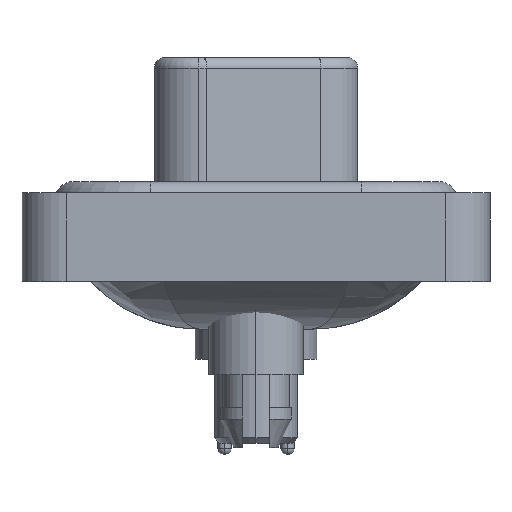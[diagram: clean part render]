
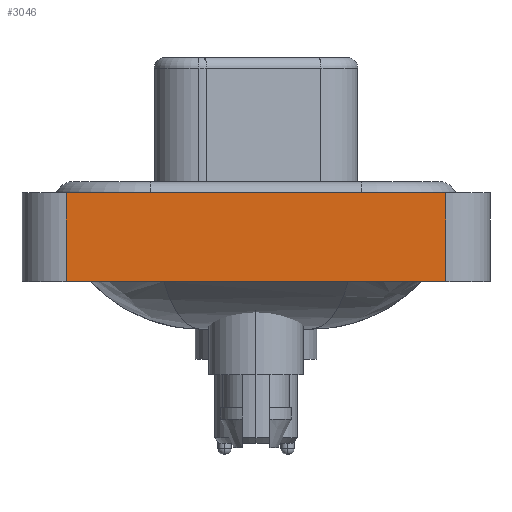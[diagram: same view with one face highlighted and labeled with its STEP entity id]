
A CAD part, left-side view. The second image highlights one B-rep face of the part: STEP entity #3046.
In plain terms, the highlighted planar face has unit normal (-1, 0, 0).
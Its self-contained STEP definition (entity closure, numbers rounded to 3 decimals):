
#2001 = VERTEX_POINT ( 'NONE', #10690 ) ;
#2351 = PLANE ( 'NONE',  #11351 ) ;
#2675 = DIRECTION ( 'NONE',  ( 0., 0., 1. ) ) ;
#3046 = ADVANCED_FACE ( 'NONE', ( #25063 ), #2351, .T. ) ;
#3258 = ORIENTED_EDGE ( 'NONE', *, *, #16000, .F. ) ;
#3725 = CARTESIAN_POINT ( 'NONE',  ( -7.35, 8.55, 0.4 ) ) ;
#3810 = CARTESIAN_POINT ( 'NONE',  ( -7.35, 8.55, -3.6 ) ) ;
#4359 = VECTOR ( 'NONE', #21190, 1000. ) ;
#4956 = EDGE_LOOP ( 'NONE', ( #17466, #12385, #3258, #14185 ) ) ;
#5915 = DIRECTION ( 'NONE',  ( 0., 0., 1. ) ) ;
#6231 = CARTESIAN_POINT ( 'NONE',  ( -7.35, -8.55, -3.6 ) ) ;
#6541 = LINE ( 'NONE', #20924, #4359 ) ;
#7411 = VERTEX_POINT ( 'NONE', #13694 ) ;
#10639 = DIRECTION ( 'NONE',  ( -1., 0., 0. ) ) ;
#10690 = CARTESIAN_POINT ( 'NONE',  ( -7.35, -8.55, -3.6 ) ) ;
#11351 = AXIS2_PLACEMENT_3D ( 'NONE', #23015, #10639, #5915 ) ;
#12385 = ORIENTED_EDGE ( 'NONE', *, *, #15135, .F. ) ;
#12450 = DIRECTION ( 'NONE',  ( 0., -1., 0. ) ) ;
#13694 = CARTESIAN_POINT ( 'NONE',  ( -7.35, -8.55, 0.4 ) ) ;
#13842 = EDGE_CURVE ( 'NONE', #24449, #2001, #21002, .T. ) ;
#14185 = ORIENTED_EDGE ( 'NONE', *, *, #13842, .T. ) ;
#14672 = VECTOR ( 'NONE', #2675, 1000. ) ;
#15104 = VECTOR ( 'NONE', #23588, 1000. ) ;
#15135 = EDGE_CURVE ( 'NONE', #17897, #7411, #6541, .T. ) ;
#16000 = EDGE_CURVE ( 'NONE', #24449, #17897, #17216, .T. ) ;
#16687 = EDGE_CURVE ( 'NONE', #2001, #7411, #17325, .T. ) ;
#17216 = LINE ( 'NONE', #23206, #14672 ) ;
#17325 = LINE ( 'NONE', #25892, #15104 ) ;
#17466 = ORIENTED_EDGE ( 'NONE', *, *, #16687, .T. ) ;
#17897 = VERTEX_POINT ( 'NONE', #3725 ) ;
#20924 = CARTESIAN_POINT ( 'NONE',  ( -7.35, -8.55, 0.4 ) ) ;
#21002 = LINE ( 'NONE', #6231, #23326 ) ;
#21190 = DIRECTION ( 'NONE',  ( 0., -1., 0. ) ) ;
#23015 = CARTESIAN_POINT ( 'NONE',  ( -7.35, -8.55, -3.6 ) ) ;
#23206 = CARTESIAN_POINT ( 'NONE',  ( -7.35, 8.55, -3.6 ) ) ;
#23326 = VECTOR ( 'NONE', #12450, 1000. ) ;
#23588 = DIRECTION ( 'NONE',  ( 0., 0., 1. ) ) ;
#24449 = VERTEX_POINT ( 'NONE', #3810 ) ;
#25063 = FACE_OUTER_BOUND ( 'NONE', #4956, .T. ) ;
#25892 = CARTESIAN_POINT ( 'NONE',  ( -7.35, -8.55, -3.6 ) ) ;
